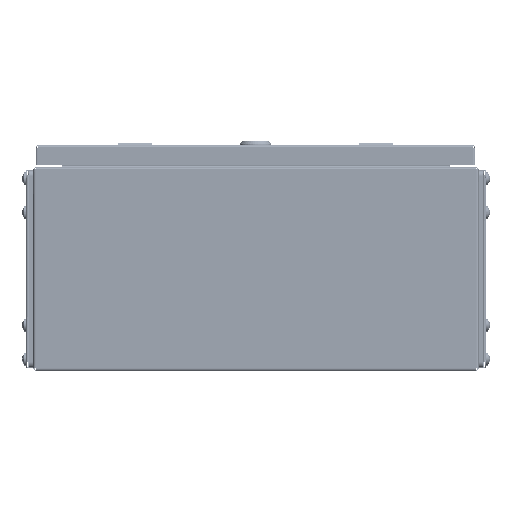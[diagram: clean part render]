
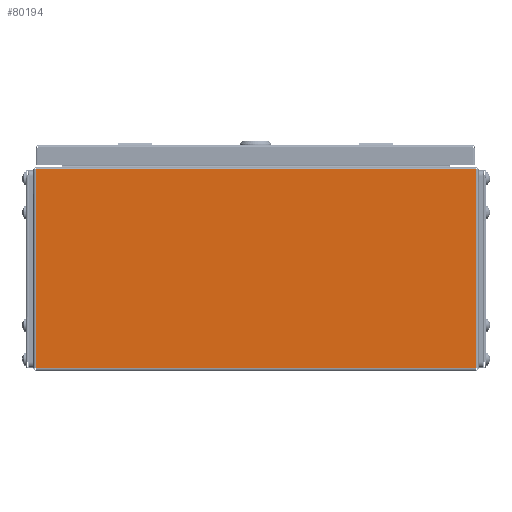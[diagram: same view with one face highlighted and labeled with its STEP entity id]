
A CAD part, left-side view. The second image highlights one B-rep face of the part: STEP entity #80194.
In plain terms, the highlighted planar face has unit normal (-1, 0, 0).
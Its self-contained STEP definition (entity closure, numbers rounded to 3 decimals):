
#5699 = PLANE ( 'NONE',  #64222 ) ;
#8196 = CARTESIAN_POINT ( 'NONE',  ( -250., 195.5, 1. ) ) ;
#9655 = DIRECTION ( 'NONE',  ( 0., 1., 0. ) ) ;
#11659 = FACE_OUTER_BOUND ( 'NONE', #33024, .T. ) ;
#15375 = ORIENTED_EDGE ( 'NONE', *, *, #23792, .T. ) ;
#16705 = DIRECTION ( 'NONE',  ( 0., 0., -1. ) ) ;
#19346 = CARTESIAN_POINT ( 'NONE',  ( -250., 0., 0. ) ) ;
#19985 = ORIENTED_EDGE ( 'NONE', *, *, #41583, .T. ) ;
#21902 = VECTOR ( 'NONE', #69083, 1000. ) ;
#23148 = LINE ( 'NONE', #30812, #57123 ) ;
#23792 = EDGE_CURVE ( 'NONE', #50206, #28457, #23148, .T. ) ;
#24791 = CARTESIAN_POINT ( 'NONE',  ( -250., -195.5, 177.5 ) ) ;
#26470 = VERTEX_POINT ( 'NONE', #54610 ) ;
#26627 = EDGE_CURVE ( 'NONE', #26470, #35359, #63523, .T. ) ;
#28457 = VERTEX_POINT ( 'NONE', #8196 ) ;
#28478 = CARTESIAN_POINT ( 'NONE',  ( -250., 195.5, 1. ) ) ;
#30812 = CARTESIAN_POINT ( 'NONE',  ( -250., 195.5, 0. ) ) ;
#33021 = DIRECTION ( 'NONE',  ( 1., 0., 0. ) ) ;
#33024 = EDGE_LOOP ( 'NONE', ( #19985, #15375, #50596, #76754 ) ) ;
#35359 = VERTEX_POINT ( 'NONE', #38292 ) ;
#38292 = CARTESIAN_POINT ( 'NONE',  ( -250., -195.5, 177.5 ) ) ;
#41583 = EDGE_CURVE ( 'NONE', #35359, #50206, #63603, .T. ) ;
#44991 = DIRECTION ( 'NONE',  ( 0., 0., -1. ) ) ;
#50206 = VERTEX_POINT ( 'NONE', #53402 ) ;
#50596 = ORIENTED_EDGE ( 'NONE', *, *, #75128, .F. ) ;
#50761 = CARTESIAN_POINT ( 'NONE',  ( -250., -195.5, 0. ) ) ;
#51505 = VECTOR ( 'NONE', #9655, 1000. ) ;
#53402 = CARTESIAN_POINT ( 'NONE',  ( -250., 195.5, 177.5 ) ) ;
#54610 = CARTESIAN_POINT ( 'NONE',  ( -250., -195.5, 1. ) ) ;
#55954 = DIRECTION ( 'NONE',  ( 0., 1., 0. ) ) ;
#57123 = VECTOR ( 'NONE', #16705, 1000. ) ;
#63523 = LINE ( 'NONE', #50761, #21902 ) ;
#63572 = VECTOR ( 'NONE', #55954, 1000. ) ;
#63603 = LINE ( 'NONE', #24791, #63572 ) ;
#64222 = AXIS2_PLACEMENT_3D ( 'NONE', #19346, #33021, #44991 ) ;
#69083 = DIRECTION ( 'NONE',  ( 0., 0., 1. ) ) ;
#74958 = LINE ( 'NONE', #28478, #51505 ) ;
#75128 = EDGE_CURVE ( 'NONE', #26470, #28457, #74958, .T. ) ;
#76754 = ORIENTED_EDGE ( 'NONE', *, *, #26627, .T. ) ;
#80194 = ADVANCED_FACE ( 'NONE', ( #11659 ), #5699, .F. ) ;
